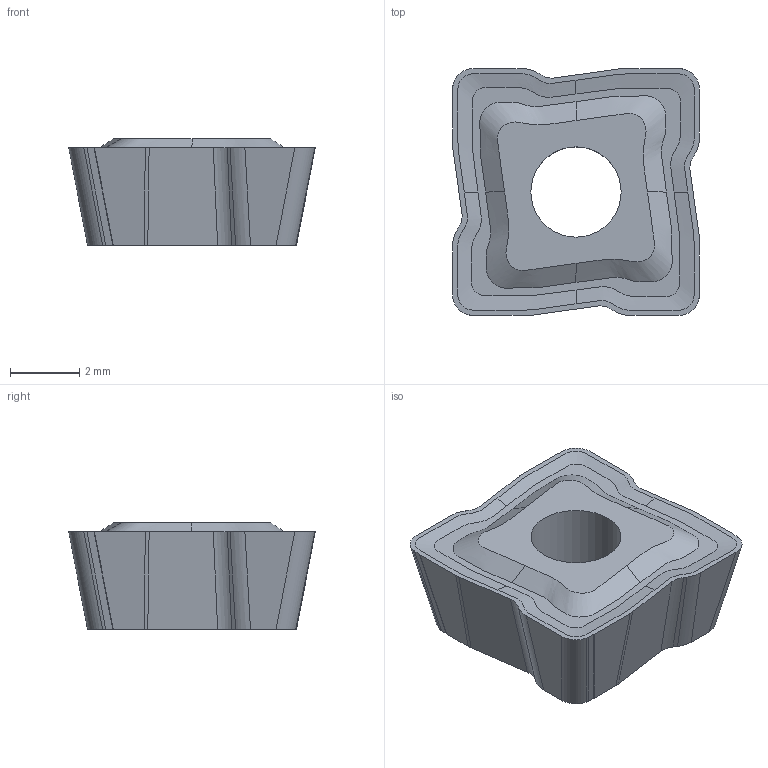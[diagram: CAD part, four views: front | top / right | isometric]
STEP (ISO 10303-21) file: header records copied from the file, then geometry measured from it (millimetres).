
FILE_DESCRIPTION(/* description */ (' '),/* implementation_level */ '2;1');
FILE_NAME(/* name */ 'TCF070306CPV36_GTM.stp',/* time_stamp */ '2018-09-12T11:31:21+05:00',/* author */ (''),/* organization */ (''),/* preprocessor_version */ 'ST-DEVELOPER v15',/* originating_system */ 'SIEMENS PLM Software NX 9.0',/* authorisation */ '');
FILE_SCHEMA (('AUTOMOTIVE_DESIGN { 1 0 10303 214 3 1 1 1 }'));
Length unit declared in the file: millimetre
Products named in the file (1): TCF070306CPV36_GTM
Bounding box: 7.1 x 7.1 x 3.06 mm (x, y, z)
Volume: 103.3 mm3; surface area: 171.8 mm2
Topology: 1 solids, 1 shells, 57 faces, 203 edges, 194 vertices
Faces by surface type: cylinder 25, plane 24, bspline 8
Full cylindrical faces by diameter (mm): 2.6 x1
Entity records: 4206 total; most frequent: CARTESIAN_POINT 2328, DIRECTION 356, ORIENTED_EDGE 316, EDGE_CURVE 158, AXIS2_PLACEMENT_3D 126, VERTEX_POINT 106, LINE 104, VECTOR 104
